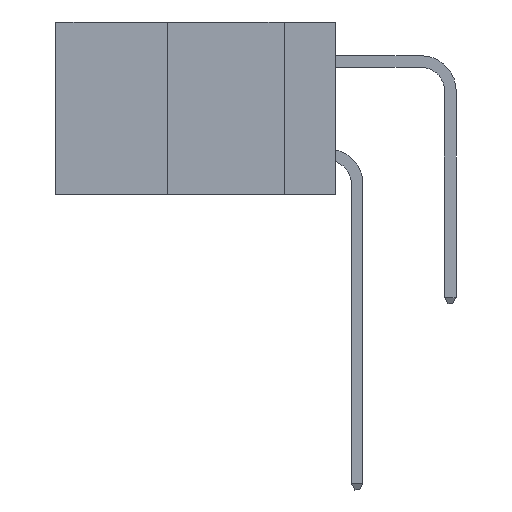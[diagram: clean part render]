
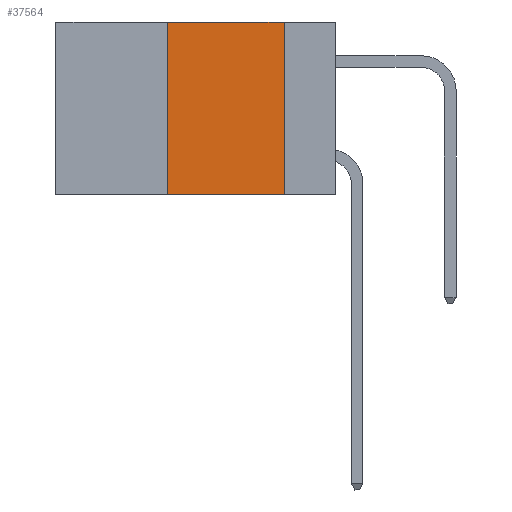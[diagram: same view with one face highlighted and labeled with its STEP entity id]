
A CAD part, left-side view. The second image highlights one B-rep face of the part: STEP entity #37564.
In plain terms, the highlighted planar face has unit normal (-1, 0, 0).
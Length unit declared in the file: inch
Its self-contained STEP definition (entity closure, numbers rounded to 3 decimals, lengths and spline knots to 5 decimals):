
#2299 = ORIENTED_EDGE ( 'NONE', *, *, #32444, .F. ) ;
#2577 = EDGE_LOOP ( 'NONE', ( #2299, #18227, #34055, #28077 ) ) ;
#5263 = DIRECTION ( 'NONE',  ( 0., -1., 0. ) ) ;
#6834 = CARTESIAN_POINT ( 'NONE',  ( 0., 0.6, 0. ) ) ;
#7261 = CARTESIAN_POINT ( 'NONE',  ( 0., 0.11, 0. ) ) ;
#9729 = PLANE ( 'NONE',  #19136 ) ;
#10786 = CARTESIAN_POINT ( 'NONE',  ( 0., 0.11, -0.37 ) ) ;
#12738 = EDGE_CURVE ( 'NONE', #30352, #35828, #35905, .T. ) ;
#12908 = DIRECTION ( 'NONE',  ( 1., 0., 0. ) ) ;
#14607 = CARTESIAN_POINT ( 'NONE',  ( 0., 0.11, 0. ) ) ;
#14917 = LINE ( 'NONE', #34064, #22930 ) ;
#15782 = DIRECTION ( 'NONE',  ( 0., -1., 0. ) ) ;
#16849 = VERTEX_POINT ( 'NONE', #20237 ) ;
#17609 = LINE ( 'NONE', #6834, #32512 ) ;
#18227 = ORIENTED_EDGE ( 'NONE', *, *, #24986, .F. ) ;
#19136 = AXIS2_PLACEMENT_3D ( 'NONE', #30789, #12908, #33762 ) ;
#20099 = VECTOR ( 'NONE', #5263, 39.37008 ) ;
#20106 = CARTESIAN_POINT ( 'NONE',  ( 0., 0.6, -0.37 ) ) ;
#20237 = CARTESIAN_POINT ( 'NONE',  ( 0., 0.36, 0. ) ) ;
#21197 = FACE_OUTER_BOUND ( 'NONE', #2577, .T. ) ;
#22249 = DIRECTION ( 'NONE',  ( 0., 0., -1. ) ) ;
#22930 = VECTOR ( 'NONE', #28152, 39.37008 ) ;
#23696 = LINE ( 'NONE', #7261, #31577 ) ;
#24986 = EDGE_CURVE ( 'NONE', #16849, #31439, #17609, .T. ) ;
#28077 = ORIENTED_EDGE ( 'NONE', *, *, #12738, .T. ) ;
#28152 = DIRECTION ( 'NONE',  ( 0., 0., 1. ) ) ;
#30352 = VERTEX_POINT ( 'NONE', #36167 ) ;
#30789 = CARTESIAN_POINT ( 'NONE',  ( 0., 0.6, 0. ) ) ;
#31439 = VERTEX_POINT ( 'NONE', #14607 ) ;
#31577 = VECTOR ( 'NONE', #22249, 39.37008 ) ;
#32444 = EDGE_CURVE ( 'NONE', #31439, #35828, #23696, .T. ) ;
#32512 = VECTOR ( 'NONE', #15782, 39.37008 ) ;
#33762 = DIRECTION ( 'NONE',  ( 0., 0., -1. ) ) ;
#34055 = ORIENTED_EDGE ( 'NONE', *, *, #36918, .F. ) ;
#34064 = CARTESIAN_POINT ( 'NONE',  ( 0., 0.36, 0. ) ) ;
#35828 = VERTEX_POINT ( 'NONE', #10786 ) ;
#35905 = LINE ( 'NONE', #20106, #20099 ) ;
#36167 = CARTESIAN_POINT ( 'NONE',  ( 0., 0.36, -0.37 ) ) ;
#36918 = EDGE_CURVE ( 'NONE', #30352, #16849, #14917, .T. ) ;
#37564 = ADVANCED_FACE ( 'NONE', ( #21197 ), #9729, .F. ) ;
